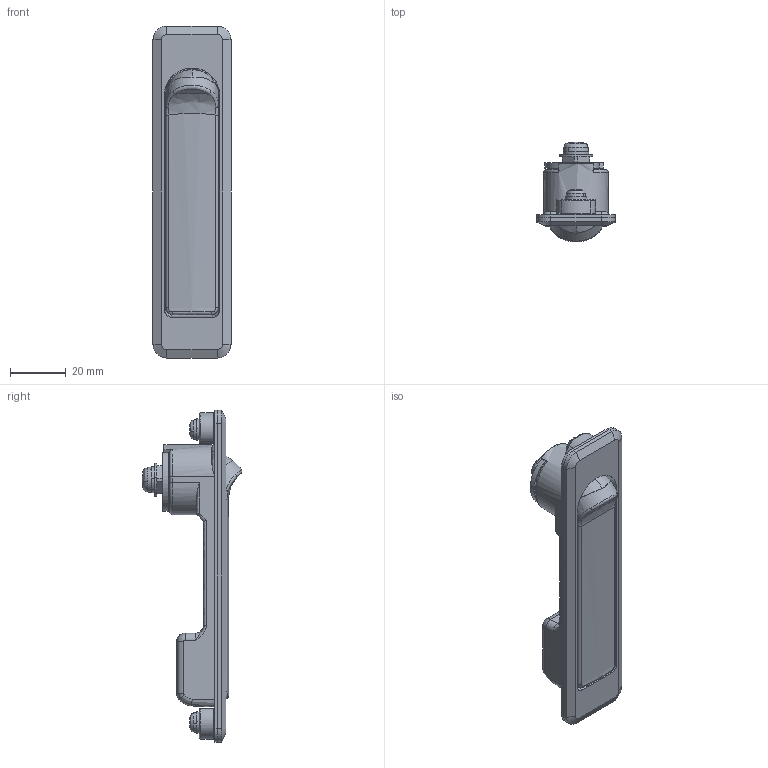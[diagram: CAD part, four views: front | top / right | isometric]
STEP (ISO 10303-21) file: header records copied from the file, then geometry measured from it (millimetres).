
FILE_DESCRIPTION((''),'2;1');
FILE_NAME('','2005-10-12T12:27:47',(''),(''),'','CADfix','');
FILE_SCHEMA(('AUTOMOTIVE_DESIGN'));
Length unit declared in the file: millimetre
Products named in the file (10): screw_B; bracket; shaft; screw_A; pin; packing; handle; control_cam; base; THA_505_2_4261_36
Assembly tree (11 placements, depth 2):
  THA_505_2_4261_36
    screw_B  x2
    bracket  x2
    shaft
    screw_A
    pin
    packing
    handle
    control_cam
    base
Bounding box: 28 x 35.82 x 119 mm (x, y, z)
Volume: 31478 mm3; surface area: 24976.6 mm2
Topology: 11 solids, 11 shells, 388 faces, 1075 edges, 718 vertices
Faces by surface type: bspline 388
Entity records: 14194 total; most frequent: CARTESIAN_POINT 8781, ORIENTED_EDGE 1866, EDGE_CURVE 933, VERTEX_POINT 625, QUASI_UNIFORM_CURVE 392, EDGE_LOOP 372, FACE_OUTER_BOUND 340, ADVANCED_FACE 340
